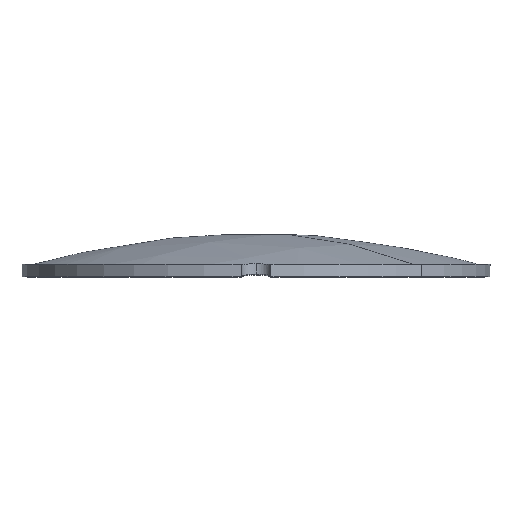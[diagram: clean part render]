
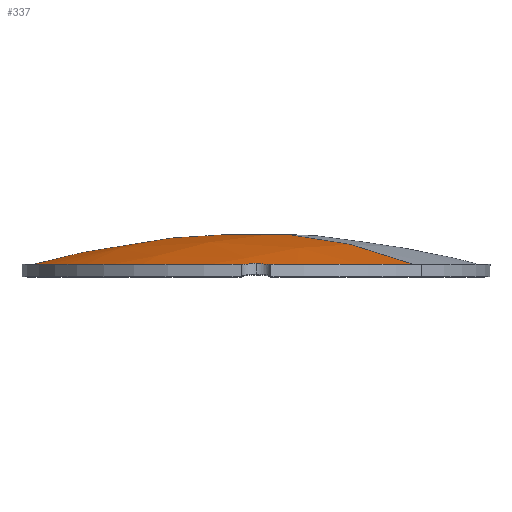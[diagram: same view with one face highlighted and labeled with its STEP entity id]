
A CAD part, top view. The second image highlights one B-rep face of the part: STEP entity #337.
In plain terms, the highlighted spherical face has radius 32.537 mm.
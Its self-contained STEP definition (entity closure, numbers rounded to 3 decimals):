
#329=EDGE_CURVE('',#497,#749,#911,.T.);
#337=ADVANCED_FACE('',(#919),#920,.T.);
#363=VERTEX_POINT('',#946);
#367=EDGE_CURVE('',#607,#529,#950,.T.);
#389=EDGE_CURVE('',#611,#613,#974,.T.);
#431=EDGE_CURVE('',#363,#611,#1020,.T.);
#451=EDGE_CURVE('',#749,#519,#1042,.T.);
#497=VERTEX_POINT('',#1089);
#519=VERTEX_POINT('',#1113);
#529=VERTEX_POINT('',#1123);
#557=EDGE_CURVE('',#613,#497,#1154,.T.);
#599=EDGE_CURVE('',#529,#363,#1204,.T.);
#607=VERTEX_POINT('',#1212);
#611=VERTEX_POINT('',#1216);
#613=VERTEX_POINT('',#1218);
#749=VERTEX_POINT('',#1370);
#823=EDGE_CURVE('',#607,#519,#1447,.T.);
#911=B_SPLINE_CURVE_WITH_KNOTS('',3,(#1559,#1560,#1561,#1562,#1563,#1564),.UNSPECIFIED.,.F.,.F.,(4,2,4),(1.849,2.074,2.176),.UNSPECIFIED.);
#919=FACE_OUTER_BOUND('',#1572,.T.);
#920=SPHERICAL_SURFACE('',#1573,32.537);
#946=CARTESIAN_POINT('',(-8.8,0.528,0.));
#950=CIRCLE('',#1612,8.9);
#974=CIRCLE('',#1643,8.9);
#1020=B_SPLINE_CURVE_WITH_KNOTS('',3,(#1704,#1705,#1706,#1707,#1708,#1709),.UNSPECIFIED.,.F.,.F.,(4,2,4),(1.849,2.074,2.176),.UNSPECIFIED.);
#1042=CIRCLE('',#1741,8.9);
#1089=CARTESIAN_POINT('',(0.,0.528,8.8));
#1113=CARTESIAN_POINT('',(6.293,0.5,6.293));
#1123=CARTESIAN_POINT('',(-8.894,0.5,-0.323));
#1154=B_SPLINE_CURVE_WITH_KNOTS('',3,(#1914,#1915,#1916,#1917,#1918,#1919),.UNSPECIFIED.,.F.,.F.,(4,2,4),(1.522,1.623,1.849),.UNSPECIFIED.);
#1204=B_SPLINE_CURVE_WITH_KNOTS('',3,(#2016,#2017,#2018,#2019,#2020,#2021),.UNSPECIFIED.,.F.,.F.,(4,2,4),(1.522,1.623,1.849),.UNSPECIFIED.);
#1212=CARTESIAN_POINT('',(-6.293,0.5,-6.293));
#1216=CARTESIAN_POINT('',(-8.894,0.5,0.323));
#1218=CARTESIAN_POINT('',(-0.323,0.5,8.894));
#1370=CARTESIAN_POINT('',(0.323,0.5,8.894));
#1447=CIRCLE('',#2370,32.537);
#1559=CARTESIAN_POINT('',(0.,0.528,8.8));
#1560=CARTESIAN_POINT('',(0.075,0.528,8.8));
#1561=CARTESIAN_POINT('',(0.155,0.524,8.815));
#1562=CARTESIAN_POINT('',(0.261,0.511,8.859));
#1563=CARTESIAN_POINT('',(0.293,0.506,8.875));
#1564=CARTESIAN_POINT('',(0.323,0.5,8.894));
#1572=EDGE_LOOP('',(#2510,#2511,#2512,#2513,#2514,#2515,#2516,#2517));
#1573=AXIS2_PLACEMENT_3D('',#2518,#2519,#2520);
#1612=AXIS2_PLACEMENT_3D('',#2535,#2536,#2537);
#1643=AXIS2_PLACEMENT_3D('',#2562,#2563,#2564);
#1704=CARTESIAN_POINT('',(-8.8,0.528,0.));
#1705=CARTESIAN_POINT('',(-8.8,0.528,0.075));
#1706=CARTESIAN_POINT('',(-8.815,0.524,0.155));
#1707=CARTESIAN_POINT('',(-8.859,0.511,0.261));
#1708=CARTESIAN_POINT('',(-8.875,0.506,0.293));
#1709=CARTESIAN_POINT('',(-8.894,0.5,0.323));
#1741=AXIS2_PLACEMENT_3D('',#2659,#2660,#2661);
#1914=CARTESIAN_POINT('',(-0.323,0.5,8.894));
#1915=CARTESIAN_POINT('',(-0.293,0.506,8.875));
#1916=CARTESIAN_POINT('',(-0.261,0.511,8.859));
#1917=CARTESIAN_POINT('',(-0.155,0.524,8.815));
#1918=CARTESIAN_POINT('',(-0.075,0.528,8.8));
#1919=CARTESIAN_POINT('',(0.,0.528,8.8));
#2016=CARTESIAN_POINT('',(-8.894,0.5,-0.323));
#2017=CARTESIAN_POINT('',(-8.875,0.506,-0.293));
#2018=CARTESIAN_POINT('',(-8.859,0.511,-0.261));
#2019=CARTESIAN_POINT('',(-8.815,0.524,-0.155));
#2020=CARTESIAN_POINT('',(-8.8,0.528,-0.075));
#2021=CARTESIAN_POINT('',(-8.8,0.528,0.));
#2370=AXIS2_PLACEMENT_3D('',#3187,#3188,#3189);
#2510=ORIENTED_EDGE('',*,*,#823,.F.);
#2511=ORIENTED_EDGE('',*,*,#367,.T.);
#2512=ORIENTED_EDGE('',*,*,#599,.T.);
#2513=ORIENTED_EDGE('',*,*,#431,.T.);
#2514=ORIENTED_EDGE('',*,*,#389,.T.);
#2515=ORIENTED_EDGE('',*,*,#557,.T.);
#2516=ORIENTED_EDGE('',*,*,#329,.T.);
#2517=ORIENTED_EDGE('',*,*,#451,.T.);
#2518=CARTESIAN_POINT('',(0.0,-30.796,0.0));
#2519=DIRECTION('',(0.707,0.0,0.707));
#2520=DIRECTION('',(0.0,1.0,0.0));
#2535=CARTESIAN_POINT('',(0.0,0.5,0.0));
#2536=DIRECTION('',(-0.0,1.0,0.0));
#2537=DIRECTION('',(0.707,0.0,0.707));
#2562=CARTESIAN_POINT('',(0.0,0.5,0.0));
#2563=DIRECTION('',(-0.0,1.0,0.0));
#2564=DIRECTION('',(0.707,0.0,0.707));
#2659=CARTESIAN_POINT('',(0.0,0.5,0.0));
#2660=DIRECTION('',(-0.0,1.0,0.0));
#2661=DIRECTION('',(0.707,0.0,0.707));
#3187=CARTESIAN_POINT('',(0.0,-30.796,0.0));
#3188=DIRECTION('',(0.707,0.,-0.707));
#3189=DIRECTION('',(0.0,-1.0,0.));
